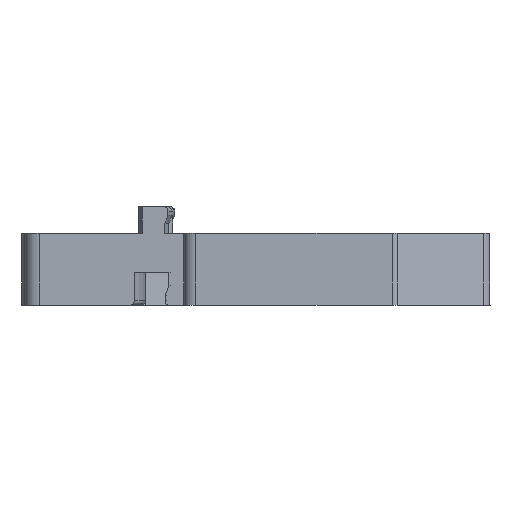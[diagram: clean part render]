
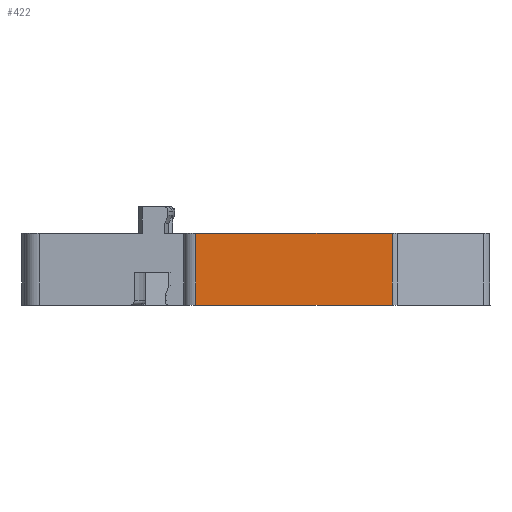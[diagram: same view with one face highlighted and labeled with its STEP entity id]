
A CAD part, left-side view. The second image highlights one B-rep face of the part: STEP entity #422.
In plain terms, the highlighted planar face has unit normal (-1, 0, 0).
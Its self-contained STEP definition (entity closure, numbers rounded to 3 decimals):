
#210=PLANE('',#5315);
#422=ADVANCED_FACE('',(#764),#210,.F.);
#764=FACE_OUTER_BOUND('',#1017,.T.);
#1017=EDGE_LOOP('',(#1971,#1972,#1973,#1974));
#1971=ORIENTED_EDGE('',*,*,#3723,.F.);
#1972=ORIENTED_EDGE('',*,*,#3722,.T.);
#1973=ORIENTED_EDGE('',*,*,#3724,.T.);
#1974=ORIENTED_EDGE('',*,*,#3725,.T.);
#3103=VERTEX_POINT('',#7836);
#3104=VERTEX_POINT('',#7838);
#3105=VERTEX_POINT('',#7842);
#3106=VERTEX_POINT('',#7844);
#3722=EDGE_CURVE('',#3103,#3104,#4336,.T.);
#3723=EDGE_CURVE('',#3103,#3105,#4337,.T.);
#3724=EDGE_CURVE('',#3104,#3106,#4338,.T.);
#3725=EDGE_CURVE('',#3106,#3105,#4339,.T.);
#4336=LINE('',#7839,#4846);
#4337=LINE('',#7841,#4847);
#4338=LINE('',#7843,#4848);
#4339=LINE('',#7845,#4849);
#4846=VECTOR('',#6339,1.);
#4847=VECTOR('',#6342,1.);
#4848=VECTOR('',#6343,1.);
#4849=VECTOR('',#6344,1.);
#5315=AXIS2_PLACEMENT_3D('',#7846,#6345,#6346);
#6339=DIRECTION('',(0.,0.,1.));
#6342=DIRECTION('',(0.,1.,0.));
#6343=DIRECTION('',(0.,1.,0.));
#6344=DIRECTION('',(0.,0.,-1.));
#6345=DIRECTION('',(1.,0.,0.));
#6346=DIRECTION('',(0.,-1.,0.));
#7836=CARTESIAN_POINT('',(19.253,12.866,0.));
#7838=CARTESIAN_POINT('',(19.253,12.866,5.));
#7839=CARTESIAN_POINT('',(19.253,12.866,5.));
#7841=CARTESIAN_POINT('',(19.253,22.332,0.));
#7842=CARTESIAN_POINT('',(19.253,26.532,0.));
#7843=CARTESIAN_POINT('',(19.253,22.332,5.));
#7844=CARTESIAN_POINT('',(19.253,26.532,5.));
#7845=CARTESIAN_POINT('',(19.253,26.532,0.));
#7846=CARTESIAN_POINT('',(19.253,12.582,5.));
